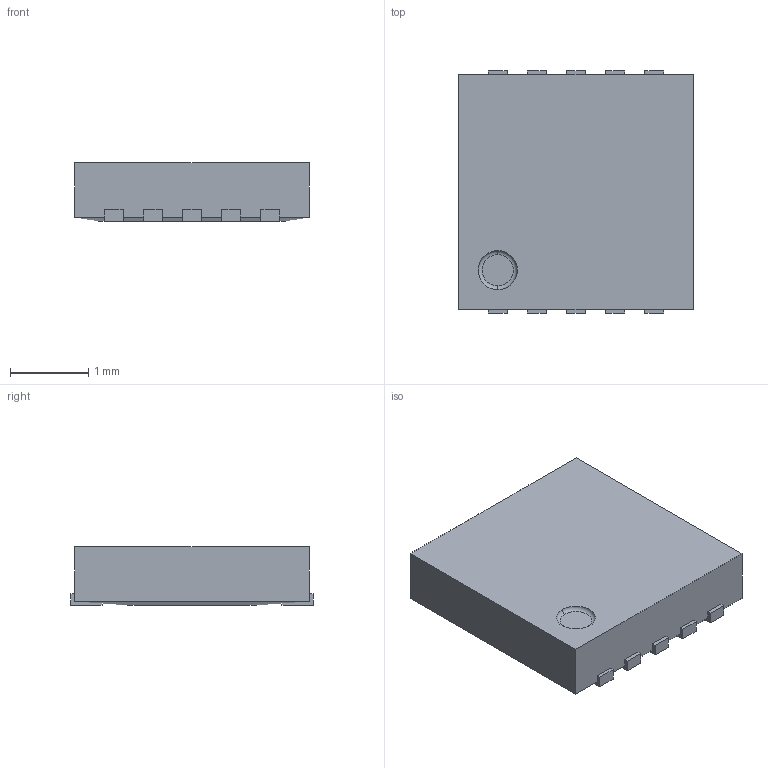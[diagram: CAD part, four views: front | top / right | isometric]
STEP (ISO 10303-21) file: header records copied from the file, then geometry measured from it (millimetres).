
FILE_DESCRIPTION (( 'STEP AP214' ), '1' );
FILE_NAME ( 'SON50P300X300X75-11T164X238.STEP', '2016-10-28T10:46:38', ( '' ), ( '' ), 'FPX Expert 2013', 'PCB Libraries', '' );
FILE_SCHEMA (( 'AUTOMOTIVE_DESIGN' ));
Length unit declared in the file: millimetre
Products named in the file (1): SON50P300X300X75-11T164X238
Bounding box: 3 x 3.1 x 0.75 mm (x, y, z)
Volume: 6.4 mm3; surface area: 40.4 mm2
Topology: 12 solids, 12 shells, 108 faces, 246 edges, 164 vertices
Faces by surface type: plane 100, cylinder 6, torus 2
Entity records: 3419 total; most frequent: CARTESIAN_POINT 519, ORIENTED_EDGE 492, DIRECTION 482, EDGE_CURVE 246, VECTOR 228, LINE 228, VERTEX_POINT 164, AXIS2_PLACEMENT_3D 127
